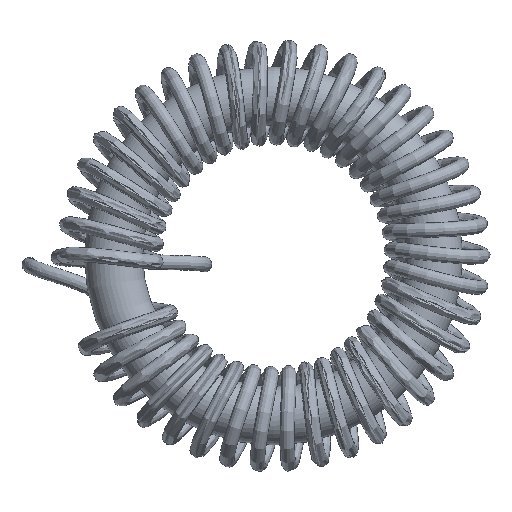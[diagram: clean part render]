
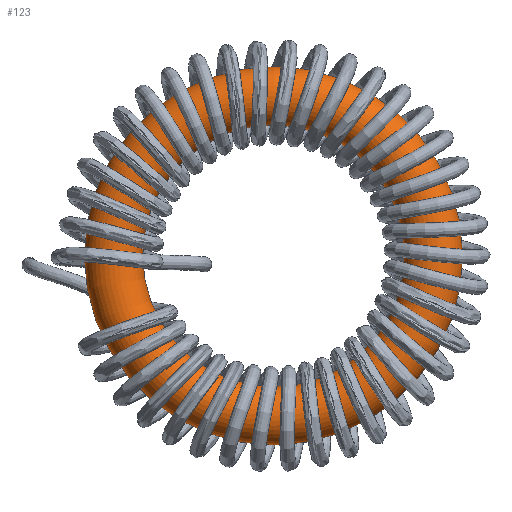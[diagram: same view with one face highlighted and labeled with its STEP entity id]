
A CAD part, top view. The second image highlights one B-rep face of the part: STEP entity #123.
In plain terms, the highlighted toroidal (fillet/blend) face has major radius 5.5 mm and minor radius 1 mm.
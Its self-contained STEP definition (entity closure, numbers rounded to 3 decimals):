
#34=FACE_OUTER_BOUND('',#41,.T.);
#41=EDGE_LOOP('',(#88,#89,#90,#91));
#48=CIRCLE('',#152,1.);
#49=CIRCLE('',#153,4.5);
#58=VERTEX_POINT('',#196);
#71=EDGE_CURVE('',#58,#58,#48,.T.);
#72=EDGE_CURVE('',#58,#58,#49,.T.);
#88=ORIENTED_EDGE('',*,*,#71,.F.);
#89=ORIENTED_EDGE('',*,*,#72,.T.);
#90=ORIENTED_EDGE('',*,*,#71,.T.);
#91=ORIENTED_EDGE('',*,*,#72,.F.);
#118=TOROIDAL_SURFACE('',#151,5.5,1.);
#123=ADVANCED_FACE('',(#34),#118,.T.);
#151=AXIS2_PLACEMENT_3D('',#195,#166,#167);
#152=AXIS2_PLACEMENT_3D('',#197,#168,#169);
#153=AXIS2_PLACEMENT_3D('',#198,#170,#171);
#166=DIRECTION('center_axis',(0.,0.,1.));
#167=DIRECTION('ref_axis',(1.,0.,0.));
#168=DIRECTION('center_axis',(0.,-1.,0.));
#169=DIRECTION('ref_axis',(-1.,0.,0.));
#170=DIRECTION('center_axis',(0.,0.,-1.));
#171=DIRECTION('ref_axis',(1.,0.,0.));
#195=CARTESIAN_POINT('Origin',(0.,0.,0.));
#196=CARTESIAN_POINT('',(-4.5,0.,0.));
#197=CARTESIAN_POINT('Origin',(-5.5,0.,0.));
#198=CARTESIAN_POINT('Origin',(0.,0.,0.));
